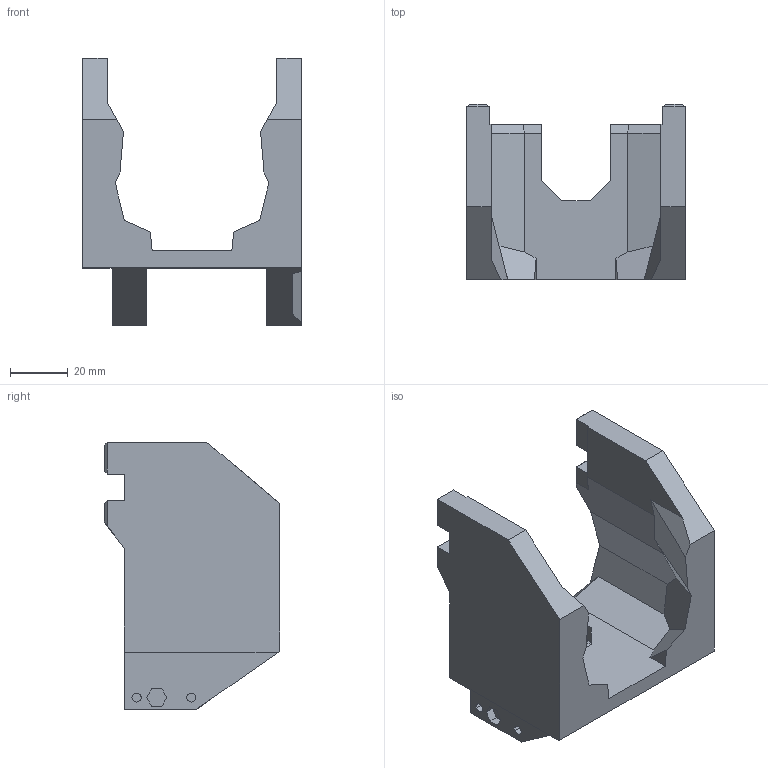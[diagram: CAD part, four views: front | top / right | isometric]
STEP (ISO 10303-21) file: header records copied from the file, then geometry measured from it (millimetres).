
FILE_DESCRIPTION(('FreeCAD Model'),'2;1');
FILE_NAME('Open CASCADE Shape Model','2024-09-13T21:03:28',(''),(''), 'Open CASCADE STEP processor 7.6','FreeCAD','Unknown');
FILE_SCHEMA(('AUTOMOTIVE_DESIGN { 1 0 10303 214 1 1 1 1 }'));
Length unit declared in the file: millimetre
Products named in the file (2): Claw; Claw-Body
Assembly tree (1 placements, depth 2):
  Claw
    Claw-Body
Bounding box: 76 x 61 x 93 mm (x, y, z)
Volume: 93854.9 mm3; surface area: 30426.2 mm2
Topology: 1 solids, 1 shells, 120 faces, 318 edges, 206 vertices
Faces by surface type: plane 109, cylinder 7, cone 4
Full cylindrical faces by diameter (mm): 1.8 x1, 2.9 x2
Entity records: 7796 total; most frequent: CARTESIAN_POINT 1324, DIRECTION 1200, LINE 920, VECTOR 920, ORIENTED_EDGE 632, PCURVE 632, DEFINITIONAL_REPRESENTATION 632, EDGE_CURVE 316
